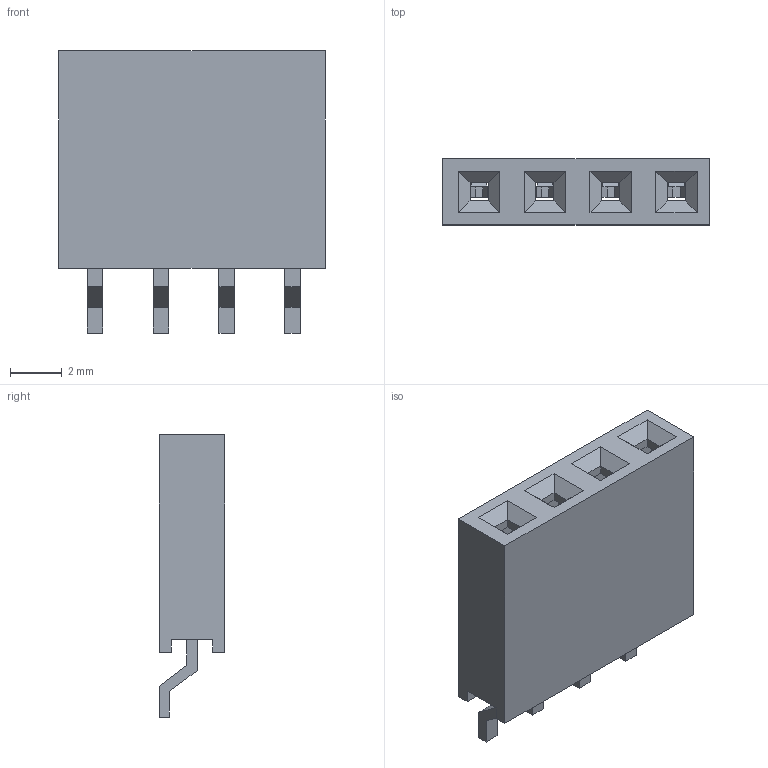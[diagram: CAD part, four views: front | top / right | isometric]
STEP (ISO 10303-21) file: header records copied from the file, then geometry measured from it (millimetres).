
FILE_DESCRIPTION(/* description */ (''),/* implementation_level */ '2;1');
FILE_NAME(/* name */ 'PBS-4-SMD v1.step',/* time_stamp */ '2021-11-20T09:23:36+02:00',/* author */ (''),/* organization */ (''),/* preprocessor_version */ 'ST-DEVELOPER v18.1',/* originating_system */ 'Autodesk Translation Framework v10.10.0.1391',/* authorisation */ '');
FILE_SCHEMA (('AUTOMOTIVE_DESIGN { 1 0 10303 214 3 1 1 }'));
Length unit declared in the file: millimetre
Products named in the file (1): PBS-4-SMD
Bounding box: 10.3 x 2.54 x 10.9 mm (x, y, z)
Volume: 132.2 mm3; surface area: 601.6 mm2
Topology: 1 solids, 1 shells, 130 faces, 392 edges, 256 vertices
Faces by surface type: plane 122, cylinder 8
Entity records: 4456 total; most frequent: ORIENTED_EDGE 784, CARTESIAN_POINT 779, DIRECTION 670, EDGE_CURVE 392, LINE 376, VECTOR 376, VERTEX_POINT 256, AXIS2_PLACEMENT_3D 147
